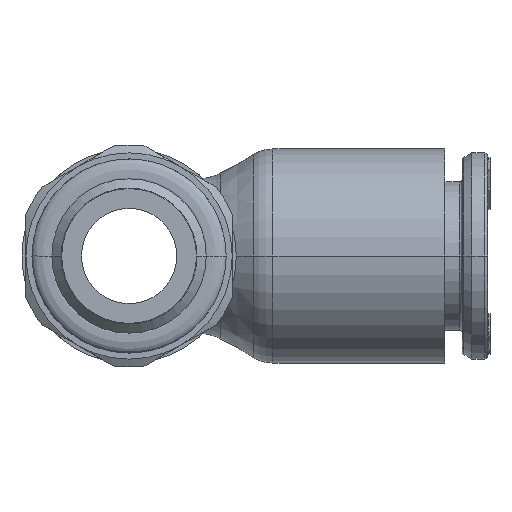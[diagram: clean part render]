
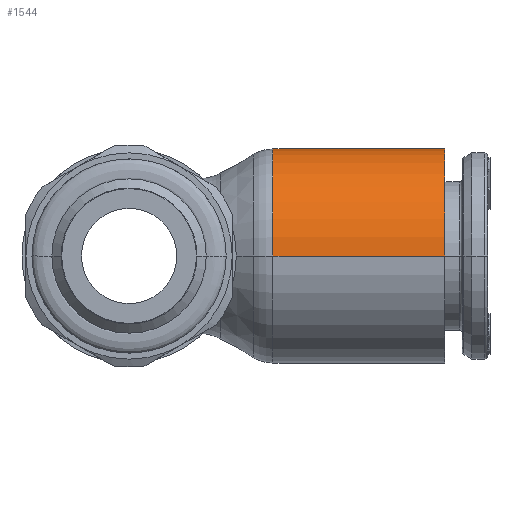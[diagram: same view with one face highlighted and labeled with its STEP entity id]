
A CAD part, left-side view. The second image highlights one B-rep face of the part: STEP entity #1544.
In plain terms, the highlighted cylindrical face has radius 6.75 mm (diameter 13.5 mm), a partial arc.
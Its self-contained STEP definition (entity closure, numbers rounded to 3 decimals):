
#1544=ADVANCED_FACE('',(#4339),#4340,.T.);
#4339=FACE_OUTER_BOUND('',#10644,.T.);
#4340=CYLINDRICAL_SURFACE('',#10645,6.75);
#10644=EDGE_LOOP('',(#21081,#21082,#21083,#21084));
#10645=AXIS2_PLACEMENT_3D('',#21085,#21086,#21087);
#21081=ORIENTED_EDGE('',*,*,#26581,.T.);
#21082=ORIENTED_EDGE('',*,*,#26582,.F.);
#21083=ORIENTED_EDGE('',*,*,#26583,.F.);
#21084=ORIENTED_EDGE('',*,*,#26584,.T.);
#21085=CARTESIAN_POINT('',(0.0,0.995,0.0));
#21086=DIRECTION('',(0.0,1.0,-0.0));
#21087=DIRECTION('',(-1.0,0.0,0.0));
#26581=EDGE_CURVE('',#32574,#32575,#32579,.T.);
#26582=EDGE_CURVE('',#32580,#32575,#32581,.T.);
#26583=EDGE_CURVE('',#32582,#32580,#32583,.T.);
#26584=EDGE_CURVE('',#32582,#32574,#32584,.T.);
#32574=VERTEX_POINT('',#43865);
#32575=VERTEX_POINT('',#43866);
#32579=CIRCLE('',#43870,6.75);
#32580=VERTEX_POINT('',#43871);
#32581=LINE('',#43872,#43873);
#32582=VERTEX_POINT('',#43874);
#32583=CIRCLE('',#43875,6.75);
#32584=LINE('',#43876,#43877);
#43865=CARTESIAN_POINT('',(6.75,-9.07,0.0));
#43866=CARTESIAN_POINT('',(-6.75,-9.07,0.0));
#43870=AXIS2_PLACEMENT_3D('',#49783,#49784,#49785);
#43871=CARTESIAN_POINT('',(-6.75,-19.9,0.0));
#43872=CARTESIAN_POINT('',(-6.75,-19.9,0.0));
#43873=VECTOR('',#49786,10.83);
#43874=CARTESIAN_POINT('',(6.75,-19.9,0.0));
#43875=AXIS2_PLACEMENT_3D('',#49787,#49788,#49789);
#43876=CARTESIAN_POINT('',(6.75,-19.9,0.0));
#43877=VECTOR('',#49790,10.83);
#49783=CARTESIAN_POINT('',(0.0,-9.07,0.0));
#49784=DIRECTION('',(0.0,-1.0,0.0));
#49785=DIRECTION('',(1.0,0.0,0.0));
#49786=DIRECTION('',(0.0,1.0,0.0));
#49787=CARTESIAN_POINT('',(0.0,-19.9,0.0));
#49788=DIRECTION('',(0.0,-1.0,0.0));
#49789=DIRECTION('',(1.0,0.0,0.0));
#49790=DIRECTION('',(0.0,1.0,0.0));
